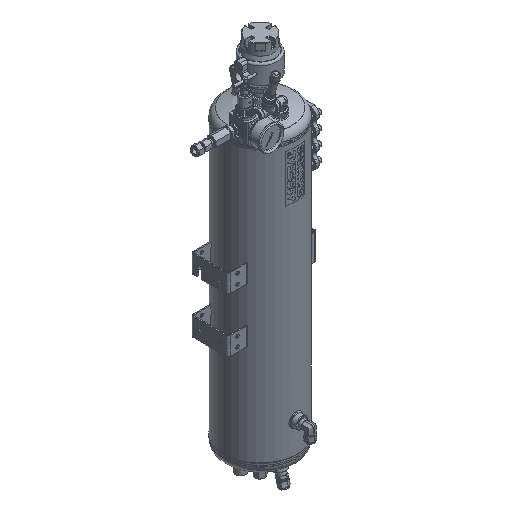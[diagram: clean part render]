
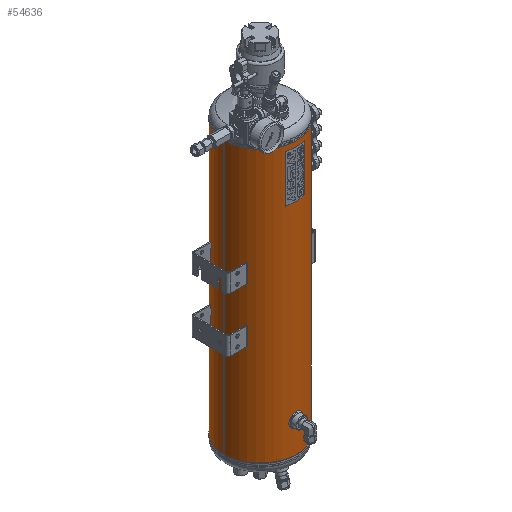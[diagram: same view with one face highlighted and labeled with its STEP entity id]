
A CAD part, isometric view. The second image highlights one B-rep face of the part: STEP entity #54636.
In plain terms, the highlighted cylindrical face has radius 100 mm (diameter 200 mm), a partial arc.
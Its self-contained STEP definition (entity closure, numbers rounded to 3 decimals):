
#3332=B_SPLINE_CURVE_WITH_KNOTS('',3,(#86830,#86831,#86832,#86833,#86834,
#86835,#86836,#86837,#86838,#86839,#86840),.UNSPECIFIED.,.T.,.F.,(1,1,1,
1,1,1,1,1,1,1,1,1,1,1,1),(-0.012,-0.008,-0.004,
0.,0.004,0.008,0.012,0.016,
0.02,0.023,0.027,0.031,
0.035,0.039,0.043),.UNSPECIFIED.);
#3333=B_SPLINE_CURVE_WITH_KNOTS('',3,(#86842,#86843,#86844,#86845,#86846,
#86847,#86848,#86849,#86850,#86851,#86852),.UNSPECIFIED.,.T.,.F.,(1,1,1,
1,1,1,1,1,1,1,1,1,1,1,1),(-0.012,-0.008,-0.004,
0.,0.004,0.008,0.012,0.016,
0.02,0.023,0.027,0.031,
0.035,0.039,0.043),.UNSPECIFIED.);
#3334=B_SPLINE_CURVE_WITH_KNOTS('',3,(#86854,#86855,#86856,#86857,#86858,
#86859,#86860,#86861,#86862,#86863,#86864,#86865,#86866,#86867,#86868,#86869,
#86870,#86871,#86872),.UNSPECIFIED.,.T.,.F.,(1,1,1,1,1,1,1,1,1,1,1,1,1,
1,1,1,1,1,1,1,1,1,1),(-0.018,-0.012,-0.006,
0.,0.006,0.012,0.018,
0.023,0.029,0.035,0.041,
0.047,0.053,0.059,0.065,
0.07,0.076,0.082,0.088,
0.094,0.1,0.106,0.112),
 .UNSPECIFIED.);
#5667=LINE('',#86874,#9151);
#5668=LINE('',#86879,#9152);
#9151=VECTOR('',#71971,1000.);
#9152=VECTOR('',#71974,1000.);
#12640=ORIENTED_EDGE('',*,*,#29126,.T.);
#12641=ORIENTED_EDGE('',*,*,#29127,.T.);
#12642=ORIENTED_EDGE('',*,*,#29128,.T.);
#12643=ORIENTED_EDGE('',*,*,#29129,.T.);
#12644=ORIENTED_EDGE('',*,*,#29130,.T.);
#12645=ORIENTED_EDGE('',*,*,#29131,.F.);
#12646=ORIENTED_EDGE('',*,*,#29132,.F.);
#29126=EDGE_CURVE('',#37369,#37369,#3332,.T.);
#29127=EDGE_CURVE('',#37370,#37370,#3333,.T.);
#29128=EDGE_CURVE('',#37371,#37371,#3334,.T.);
#29129=EDGE_CURVE('',#37372,#37373,#5667,.T.);
#29130=EDGE_CURVE('',#37373,#37374,#43078,.T.);
#29131=EDGE_CURVE('',#37375,#37374,#5668,.T.);
#29132=EDGE_CURVE('',#37372,#37375,#43079,.T.);
#37369=VERTEX_POINT('',#86841);
#37370=VERTEX_POINT('',#86853);
#37371=VERTEX_POINT('',#86873);
#37372=VERTEX_POINT('',#86875);
#37373=VERTEX_POINT('',#86876);
#37374=VERTEX_POINT('',#86878);
#37375=VERTEX_POINT('',#86880);
#43078=CIRCLE('',#66298,100.);
#43079=CIRCLE('',#66299,100.);
#45125=EDGE_LOOP('',(#12640));
#45126=EDGE_LOOP('',(#12641));
#45127=EDGE_LOOP('',(#12642));
#45128=EDGE_LOOP('',(#12643,#12644,#12645,#12646));
#49437=FACE_BOUND('',#45125,.T.);
#49438=FACE_BOUND('',#45126,.T.);
#49439=FACE_BOUND('',#45127,.T.);
#49440=FACE_BOUND('',#45128,.T.);
#53747=CYLINDRICAL_SURFACE('',#66297,100.);
#54636=ADVANCED_FACE('',(#49437,#49438,#49439,#49440),#53747,.T.);
#66297=AXIS2_PLACEMENT_3D('',#86829,#71969,#71970);
#66298=AXIS2_PLACEMENT_3D('',#86877,#71972,#71973);
#66299=AXIS2_PLACEMENT_3D('',#86881,#71975,#71976);
#71969=DIRECTION('',(0.,-1.,0.));
#71970=DIRECTION('',(0.,0.,-1.));
#71971=DIRECTION('',(0.,-1.,0.));
#71972=DIRECTION('',(0.,1.,0.));
#71973=DIRECTION('',(1.,0.,0.));
#71974=DIRECTION('',(0.,-1.,0.));
#71975=DIRECTION('',(0.,1.,0.));
#71976=DIRECTION('',(1.,0.,0.));
#86829=CARTESIAN_POINT('',(0.,750.,0.));
#86830=CARTESIAN_POINT('',(-3.915,48.922,-99.938));
#86831=CARTESIAN_POINT('',(-5.542,44.999,-99.844));
#86832=CARTESIAN_POINT('',(-3.916,41.082,-99.938));
#86833=CARTESIAN_POINT('',(-0.004,39.46,-100.031));
#86834=CARTESIAN_POINT('',(3.917,41.079,-99.938));
#86835=CARTESIAN_POINT('',(5.54,44.999,-99.844));
#86836=CARTESIAN_POINT('',(3.922,48.913,-99.937));
#86837=CARTESIAN_POINT('',(0.006,50.541,-100.031));
#86838=CARTESIAN_POINT('',(-3.915,48.922,-99.938));
#86839=CARTESIAN_POINT('',(-5.542,44.999,-99.844));
#86840=CARTESIAN_POINT('',(-3.916,41.082,-99.938));
#86841=CARTESIAN_POINT('',(-5.,45.,-99.875));
#86842=CARTESIAN_POINT('',(-3.915,158.922,-99.938));
#86843=CARTESIAN_POINT('',(-5.542,154.999,-99.844));
#86844=CARTESIAN_POINT('',(-3.916,151.082,-99.938));
#86845=CARTESIAN_POINT('',(-0.004,149.46,-100.031));
#86846=CARTESIAN_POINT('',(3.917,151.079,-99.938));
#86847=CARTESIAN_POINT('',(5.54,154.999,-99.844));
#86848=CARTESIAN_POINT('',(3.922,158.913,-99.937));
#86849=CARTESIAN_POINT('',(0.006,160.541,-100.031));
#86850=CARTESIAN_POINT('',(-3.915,158.922,-99.938));
#86851=CARTESIAN_POINT('',(-5.542,154.999,-99.844));
#86852=CARTESIAN_POINT('',(-3.916,151.082,-99.938));
#86853=CARTESIAN_POINT('',(-5.,155.,-99.875));
#86854=CARTESIAN_POINT('',(-98.994,672.42,14.208));
#86855=CARTESIAN_POINT('',(-98.806,666.495,15.395));
#86856=CARTESIAN_POINT('',(-98.993,660.6,14.214));
#86857=CARTESIAN_POINT('',(-99.436,655.617,10.88));
#86858=CARTESIAN_POINT('',(-99.878,652.286,5.9));
#86859=CARTESIAN_POINT('',(-100.061,651.109,0.009));
#86860=CARTESIAN_POINT('',(-99.879,652.279,-5.887));
#86861=CARTESIAN_POINT('',(-99.437,655.615,-10.879));
#86862=CARTESIAN_POINT('',(-98.992,660.601,-14.215));
#86863=CARTESIAN_POINT('',(-98.807,666.494,-15.391));
#86864=CARTESIAN_POINT('',(-98.992,672.387,-14.219));
#86865=CARTESIAN_POINT('',(-99.435,677.371,-10.892));
#86866=CARTESIAN_POINT('',(-99.877,680.709,-5.914));
#86867=CARTESIAN_POINT('',(-100.061,681.893,-0.013));
#86868=CARTESIAN_POINT('',(-99.878,680.72,5.889));
#86869=CARTESIAN_POINT('',(-99.437,677.387,10.874));
#86870=CARTESIAN_POINT('',(-98.994,672.42,14.208));
#86871=CARTESIAN_POINT('',(-98.806,666.495,15.395));
#86872=CARTESIAN_POINT('',(-98.993,660.6,14.214));
#86873=CARTESIAN_POINT('',(-98.869,666.5,15.));
#86874=CARTESIAN_POINT('',(0.254,801.561,100.));
#86875=CARTESIAN_POINT('',(0.254,750.,100.));
#86876=CARTESIAN_POINT('',(0.254,0.,100.));
#86877=CARTESIAN_POINT('',(0.,0.,0.));
#86878=CARTESIAN_POINT('',(-0.254,0.,100.));
#86879=CARTESIAN_POINT('',(-0.254,801.561,100.));
#86880=CARTESIAN_POINT('',(-0.254,750.,100.));
#86881=CARTESIAN_POINT('',(0.,750.,0.));
